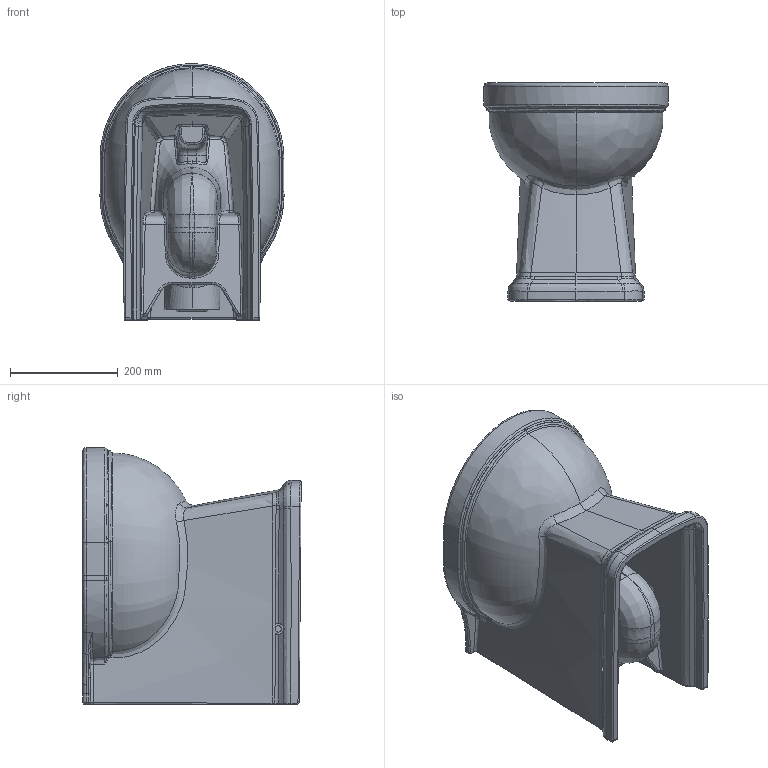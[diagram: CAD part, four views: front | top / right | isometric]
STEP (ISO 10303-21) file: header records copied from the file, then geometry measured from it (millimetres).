
FILE_DESCRIPTION(/* description */ (''),/* implementation_level */ '2;1');
FILE_NAME(/* name */ '1592 Saneux sofia BW tek klozet revb w2.stp',/* time_stamp */ '2021-07-27T17:57:04+03:00',/* author */ (''),/* organization */ (''),/* preprocessor_version */ 'ST-DEVELOPER v16',/* originating_system */ 'SIEMENS PLM Software NX 11.0',/* authorisation */ '');
FILE_SCHEMA (('AUTOMOTIVE_DESIGN { 1 0 10303 214 3 1 1 1 }'));
Products named in the file (1): Dell1B80A7A5woyo
Bounding box: 341.2 x 404.77 x 476 mm (x, y, z)
Volume: 12957537.2 mm3; surface area: 1356882.2 mm2
Topology: 1 solids, 1 shells, 691 faces, 1677 edges, 968 vertices
Faces by surface type: bspline 542, plane 65, cylinder 59, sphere 12, extrusion 9, torus 4
Full cylindrical faces by diameter (mm): 12 x2
Entity records: 119982 total; most frequent: CARTESIAN_POINT 108271, ORIENTED_EDGE 3278, EDGE_CURVE 1639, DIRECTION 1158, B_SPLINE_CURVE_WITH_KNOTS 1124, VERTEX_POINT 960, EDGE_LOOP 703, ADVANCED_FACE 691
